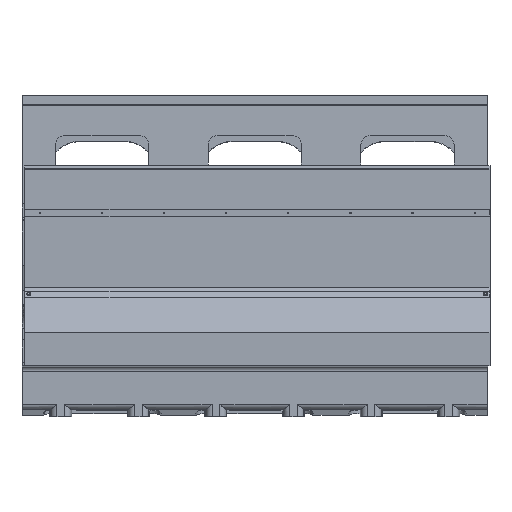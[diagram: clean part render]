
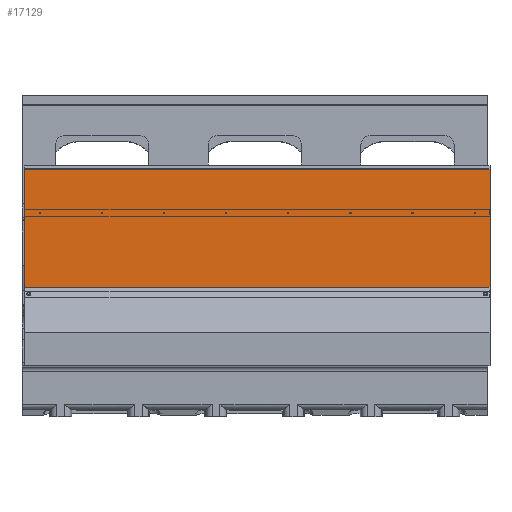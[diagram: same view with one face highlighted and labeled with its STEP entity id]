
A CAD part, front view. The second image highlights one B-rep face of the part: STEP entity #17129.
In plain terms, the highlighted planar face has unit normal (0, -1, 0).
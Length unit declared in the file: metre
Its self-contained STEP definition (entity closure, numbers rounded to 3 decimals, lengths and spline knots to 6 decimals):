
#265=FACE_BOUND('',#2792,.T.);
#266=FACE_BOUND('',#2793,.T.);
#267=FACE_BOUND('',#2794,.T.);
#268=FACE_BOUND('',#2795,.T.);
#269=FACE_BOUND('',#2796,.T.);
#270=FACE_BOUND('',#2797,.T.);
#271=FACE_BOUND('',#2798,.T.);
#272=FACE_BOUND('',#2799,.T.);
#734=PLANE('',#18656);
#1854=FACE_OUTER_BOUND('',#2791,.T.);
#2791=EDGE_LOOP('',(#14515,#14516,#14517,#14518));
#2792=EDGE_LOOP('',(#14519));
#2793=EDGE_LOOP('',(#14520));
#2794=EDGE_LOOP('',(#14521));
#2795=EDGE_LOOP('',(#14522));
#2796=EDGE_LOOP('',(#14523));
#2797=EDGE_LOOP('',(#14524));
#2798=EDGE_LOOP('',(#14525));
#2799=EDGE_LOOP('',(#14526));
#4454=LINE('',#28185,#6055);
#4459=LINE('',#28195,#6060);
#4460=LINE('',#28197,#6061);
#4461=LINE('',#28198,#6062);
#6055=VECTOR('',#22799,1.);
#6060=VECTOR('',#22808,1.);
#6061=VECTOR('',#22809,1.);
#6062=VECTOR('',#22810,1.);
#6531=CIRCLE('',#18628,0.0021);
#6533=CIRCLE('',#18631,0.0021);
#6535=CIRCLE('',#18634,0.0021);
#6537=CIRCLE('',#18637,0.0021);
#6539=CIRCLE('',#18640,0.0021);
#6541=CIRCLE('',#18643,0.0021);
#6543=CIRCLE('',#18646,0.0021);
#6545=CIRCLE('',#18649,0.0021);
#7967=VERTEX_POINT('',#28109);
#7969=VERTEX_POINT('',#28115);
#7971=VERTEX_POINT('',#28121);
#7973=VERTEX_POINT('',#28127);
#7975=VERTEX_POINT('',#28133);
#7977=VERTEX_POINT('',#28139);
#7979=VERTEX_POINT('',#28145);
#7981=VERTEX_POINT('',#28151);
#7992=VERTEX_POINT('',#28182);
#7993=VERTEX_POINT('',#28184);
#7996=VERTEX_POINT('',#28194);
#7997=VERTEX_POINT('',#28196);
#10167=EDGE_CURVE('',#7967,#7967,#6531,.T.);
#10170=EDGE_CURVE('',#7969,#7969,#6533,.T.);
#10173=EDGE_CURVE('',#7971,#7971,#6535,.T.);
#10176=EDGE_CURVE('',#7973,#7973,#6537,.T.);
#10179=EDGE_CURVE('',#7975,#7975,#6539,.T.);
#10182=EDGE_CURVE('',#7977,#7977,#6541,.T.);
#10185=EDGE_CURVE('',#7979,#7979,#6543,.T.);
#10188=EDGE_CURVE('',#7981,#7981,#6545,.T.);
#10203=EDGE_CURVE('',#7993,#7992,#4454,.T.);
#10208=EDGE_CURVE('',#7992,#7996,#4459,.T.);
#10209=EDGE_CURVE('',#7996,#7997,#4460,.T.);
#10210=EDGE_CURVE('',#7993,#7997,#4461,.T.);
#14515=ORIENTED_EDGE('',*,*,#10203,.T.);
#14516=ORIENTED_EDGE('',*,*,#10208,.T.);
#14517=ORIENTED_EDGE('',*,*,#10209,.T.);
#14518=ORIENTED_EDGE('',*,*,#10210,.F.);
#14519=ORIENTED_EDGE('',*,*,#10167,.F.);
#14520=ORIENTED_EDGE('',*,*,#10170,.F.);
#14521=ORIENTED_EDGE('',*,*,#10173,.F.);
#14522=ORIENTED_EDGE('',*,*,#10176,.F.);
#14523=ORIENTED_EDGE('',*,*,#10179,.F.);
#14524=ORIENTED_EDGE('',*,*,#10182,.F.);
#14525=ORIENTED_EDGE('',*,*,#10185,.F.);
#14526=ORIENTED_EDGE('',*,*,#10188,.F.);
#17129=ADVANCED_FACE('',(#1854,#265,#266,#267,#268,#269,#270,#271,#272),
#734,.T.);
#18628=AXIS2_PLACEMENT_3D('',#28111,#22724,#22725);
#18631=AXIS2_PLACEMENT_3D('',#28117,#22731,#22732);
#18634=AXIS2_PLACEMENT_3D('',#28123,#22738,#22739);
#18637=AXIS2_PLACEMENT_3D('',#28129,#22745,#22746);
#18640=AXIS2_PLACEMENT_3D('',#28135,#22752,#22753);
#18643=AXIS2_PLACEMENT_3D('',#28141,#22759,#22760);
#18646=AXIS2_PLACEMENT_3D('',#28147,#22766,#22767);
#18649=AXIS2_PLACEMENT_3D('',#28153,#22773,#22774);
#18656=AXIS2_PLACEMENT_3D('',#28193,#22806,#22807);
#22724=DIRECTION('center_axis',(0.,-1.,0.));
#22725=DIRECTION('ref_axis',(1.,0.,0.));
#22731=DIRECTION('center_axis',(0.,-1.,0.));
#22732=DIRECTION('ref_axis',(1.,0.,0.));
#22738=DIRECTION('center_axis',(0.,-1.,0.));
#22739=DIRECTION('ref_axis',(1.,0.,0.));
#22745=DIRECTION('center_axis',(0.,-1.,0.));
#22746=DIRECTION('ref_axis',(1.,0.,0.));
#22752=DIRECTION('center_axis',(0.,-1.,0.));
#22753=DIRECTION('ref_axis',(1.,0.,0.));
#22759=DIRECTION('center_axis',(0.,-1.,0.));
#22760=DIRECTION('ref_axis',(1.,0.,0.));
#22766=DIRECTION('center_axis',(0.,-1.,0.));
#22767=DIRECTION('ref_axis',(1.,0.,0.));
#22773=DIRECTION('center_axis',(0.,-1.,0.));
#22774=DIRECTION('ref_axis',(1.,0.,0.));
#22799=DIRECTION('',(0.,0.,1.));
#22806=DIRECTION('center_axis',(0.,-1.,0.));
#22807=DIRECTION('ref_axis',(1.,0.,0.));
#22808=DIRECTION('',(-1.,0.,0.));
#22809=DIRECTION('',(0.,0.,-1.));
#22810=DIRECTION('',(-1.,0.,0.));
#28109=CARTESIAN_POINT('',(0.950618,0.65047,-0.08447));
#28111=CARTESIAN_POINT('Origin',(0.952718,0.65047,-0.08447));
#28115=CARTESIAN_POINT('',(0.750618,0.65047,-0.08447));
#28117=CARTESIAN_POINT('Origin',(0.752718,0.65047,-0.08447));
#28121=CARTESIAN_POINT('',(0.550618,0.65047,-0.08447));
#28123=CARTESIAN_POINT('Origin',(0.552718,0.65047,-0.08447));
#28127=CARTESIAN_POINT('',(0.350618,0.65047,-0.08447));
#28129=CARTESIAN_POINT('Origin',(0.352718,0.65047,-0.08447));
#28133=CARTESIAN_POINT('',(-0.449382,0.65047,-0.08447));
#28135=CARTESIAN_POINT('Origin',(-0.447282,0.65047,-0.08447));
#28139=CARTESIAN_POINT('',(-0.249382,0.65047,-0.08447));
#28141=CARTESIAN_POINT('Origin',(-0.247282,0.65047,-0.08447));
#28145=CARTESIAN_POINT('',(-0.049382,0.65047,-0.08447));
#28147=CARTESIAN_POINT('Origin',(-0.047282,0.65047,
-0.08447));
#28151=CARTESIAN_POINT('',(0.150618,0.65047,-0.08447));
#28153=CARTESIAN_POINT('Origin',(0.152718,0.65047,-0.08447));
#28182=CARTESIAN_POINT('',(1.001968,0.65047,0.056581));
#28184=CARTESIAN_POINT('',(1.001968,0.65047,-0.323666));
#28185=CARTESIAN_POINT('',(1.001968,0.65047,0.059179));
#28193=CARTESIAN_POINT('Origin',(-0.496532,0.65047,0.059179));
#28194=CARTESIAN_POINT('',(-0.496532,0.65047,0.056581));
#28195=CARTESIAN_POINT('',(1.001968,0.65047,0.056581));
#28196=CARTESIAN_POINT('',(-0.496532,0.65047,-0.323666));
#28197=CARTESIAN_POINT('',(-0.496532,0.65047,0.059179));
#28198=CARTESIAN_POINT('',(1.001968,0.65047,-0.323666));
